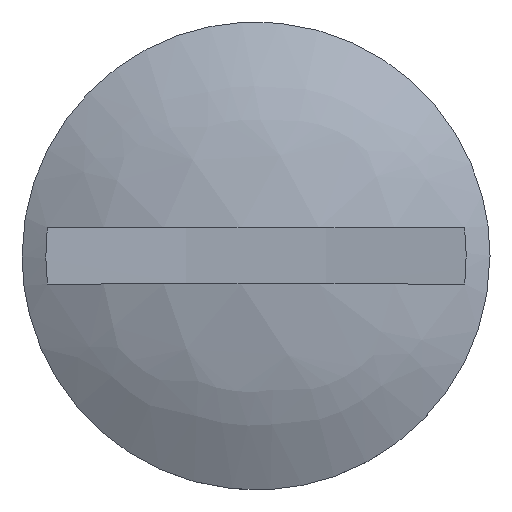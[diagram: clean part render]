
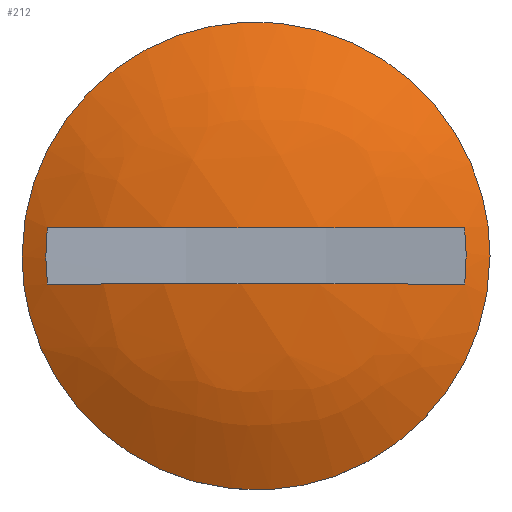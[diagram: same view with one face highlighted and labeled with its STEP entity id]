
A CAD part, top view. The second image highlights one B-rep face of the part: STEP entity #212.
In plain terms, the highlighted free-form (B-spline) face has degree [2, 2] with [4, 4] control points.
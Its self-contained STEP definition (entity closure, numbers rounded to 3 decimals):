
#10=CARTESIAN_POINT('',(-4.457,-0.6,0.762));
#11=VERTEX_POINT('',#10);
#12=CARTESIAN_POINT('',(4.457,-0.6,0.762));
#13=VERTEX_POINT('',#12);
#27=CARTESIAN_POINT('',(4.457,-0.6,0.762));
#28=CARTESIAN_POINT('',(0.,-0.6,2.915));
#29=CARTESIAN_POINT('',(-4.457,-0.6,0.762));
#37=(BOUNDED_CURVE()B_SPLINE_CURVE(2,(#27,#28,#29),.UNSPECIFIED.,.F.,.U.)CURVE()GEOMETRIC_REPRESENTATION_ITEM()QUASI_UNIFORM_CURVE()RATIONAL_B_SPLINE_CURVE((1.0,0.9,1.0))REPRESENTATION_ITEM(''));
#38=EDGE_CURVE('',#13,#11,#37,.T.);
#48=CARTESIAN_POINT('',(4.457,0.6,0.762));
#49=VERTEX_POINT('',#48);
#50=CARTESIAN_POINT('',(-4.457,0.6,0.762));
#51=VERTEX_POINT('',#50);
#52=CARTESIAN_POINT('',(4.457,0.6,0.762));
#53=CARTESIAN_POINT('',(0.,0.6,2.915));
#54=CARTESIAN_POINT('',(-4.457,0.6,0.762));
#62=(BOUNDED_CURVE()B_SPLINE_CURVE(2,(#52,#53,#54),.UNSPECIFIED.,.F.,.U.)CURVE()GEOMETRIC_REPRESENTATION_ITEM()QUASI_UNIFORM_CURVE()RATIONAL_B_SPLINE_CURVE((1.0,0.9,1.0))REPRESENTATION_ITEM(''));
#63=EDGE_CURVE('',#49,#51,#62,.T.);
#96=CARTESIAN_POINT('',(-4.457,-0.6,0.762));
#97=CARTESIAN_POINT('',(-4.479,-0.4,0.765));
#98=CARTESIAN_POINT('',(-4.5,0.,0.767));
#99=CARTESIAN_POINT('',(-4.479,0.4,0.765));
#100=CARTESIAN_POINT('',(-4.457,0.6,0.762));
#101=B_SPLINE_CURVE_WITH_KNOTS('',3,(#96,#97,#98,#99,#100),.UNSPECIFIED.,.F.,.U.,(4,1,4),(0.0,0.5,1.0),.UNSPECIFIED.);
#102=EDGE_CURVE('',#11,#51,#101,.T.);
#105=CARTESIAN_POINT('',(4.457,0.6,0.762));
#106=CARTESIAN_POINT('',(4.479,0.4,0.765));
#107=CARTESIAN_POINT('',(4.5,0.,0.767));
#108=CARTESIAN_POINT('',(4.479,-0.4,0.765));
#109=CARTESIAN_POINT('',(4.457,-0.6,0.762));
#110=B_SPLINE_CURVE_WITH_KNOTS('',3,(#105,#106,#107,#108,#109),.UNSPECIFIED.,.F.,.U.,(4,1,4),(0.0,0.5,1.0),.UNSPECIFIED.);
#111=EDGE_CURVE('',#49,#13,#110,.T.);
#116=CARTESIAN_POINT('',(-5.046,-5.046,-1.086));
#117=CARTESIAN_POINT('',(-2.714,-5.427,0.248));
#118=CARTESIAN_POINT('',(2.714,-5.427,0.248));
#119=CARTESIAN_POINT('',(5.046,-5.046,-1.086));
#120=CARTESIAN_POINT('',(-5.427,-2.714,0.248));
#121=CARTESIAN_POINT('',(-2.936,-2.936,1.8));
#122=CARTESIAN_POINT('',(2.936,-2.936,1.8));
#123=CARTESIAN_POINT('',(5.427,-2.714,0.248));
#124=CARTESIAN_POINT('',(-5.427,2.714,0.248));
#125=CARTESIAN_POINT('',(-2.936,2.936,1.8));
#126=CARTESIAN_POINT('',(2.936,2.936,1.8));
#127=CARTESIAN_POINT('',(5.427,2.714,0.248));
#128=CARTESIAN_POINT('',(-5.046,5.046,-1.086));
#129=CARTESIAN_POINT('',(-2.714,5.427,0.248));
#130=CARTESIAN_POINT('',(2.714,5.427,0.248));
#131=CARTESIAN_POINT('',(5.046,5.046,-1.086));
#139=(BOUNDED_SURFACE()B_SPLINE_SURFACE(2,2,((#116,#120,#124,#128),(#117,#121,#125,#129),(#118,#122,#126,#130),(#119,#123,#127,#131)),.UNSPECIFIED.,.F.,.F.,.U.)B_SPLINE_SURFACE_WITH_KNOTS((3,1,3),(3,1,3),(1.197,6.734,12.27),(1.197,6.734,12.27),.UNSPECIFIED.)GEOMETRIC_REPRESENTATION_ITEM()RATIONAL_B_SPLINE_SURFACE(((1.164,1.082,1.082,1.164),(1.082,1.0,1.0,1.082),(1.082,1.0,1.0,1.082),(1.164,1.082,1.082,1.164)))REPRESENTATION_ITEM('')SURFACE());
#140=CARTESIAN_POINT('',(0.305,-4.991,0.5));
#141=VERTEX_POINT('',#140);
#142=CARTESIAN_POINT('',(-5.0,0.0,0.5));
#143=VERTEX_POINT('',#142);
#144=CARTESIAN_POINT('',(0.305,-4.991,0.5));
#145=CARTESIAN_POINT('',(0.153,-5.,0.5));
#146=CARTESIAN_POINT('',(0.,-5.,0.5));
#147=CARTESIAN_POINT('',(-5.,-5.,0.5));
#148=CARTESIAN_POINT('',(-5.0,0.0,0.5));
#156=(BOUNDED_CURVE()B_SPLINE_CURVE(2,(#144,#145,#146,#147,#148),.UNSPECIFIED.,.F.,.U.)B_SPLINE_CURVE_WITH_KNOTS((3,2,3),(0.739,0.75,1.0),.UNSPECIFIED.)CURVE()GEOMETRIC_REPRESENTATION_ITEM()RATIONAL_B_SPLINE_CURVE((0.976,0.988,1.0,0.707,1.0))REPRESENTATION_ITEM(''));
#157=EDGE_CURVE('',#141,#143,#156,.T.);
#158=ORIENTED_EDGE('',*,*,#157,.F.);
#159=CARTESIAN_POINT('',(5.0,0.0,0.5));
#160=VERTEX_POINT('',#159);
#161=CARTESIAN_POINT('',(5.0,0.0,0.5));
#162=CARTESIAN_POINT('',(5.,-4.704,0.5));
#163=CARTESIAN_POINT('',(0.305,-4.991,0.5));
#171=(BOUNDED_CURVE()B_SPLINE_CURVE(2,(#161,#162,#163),.UNSPECIFIED.,.F.,.U.)B_SPLINE_CURVE_WITH_KNOTS((3,3),(0.5,0.739),.UNSPECIFIED.)CURVE()GEOMETRIC_REPRESENTATION_ITEM()RATIONAL_B_SPLINE_CURVE((1.0,0.72,0.976))REPRESENTATION_ITEM(''));
#172=EDGE_CURVE('',#160,#141,#171,.T.);
#173=ORIENTED_EDGE('',*,*,#172,.F.);
#174=CARTESIAN_POINT('',(-0.305,4.991,0.5));
#175=VERTEX_POINT('',#174);
#176=CARTESIAN_POINT('',(-0.305,4.991,0.5));
#177=CARTESIAN_POINT('',(-0.153,5.,0.5));
#178=CARTESIAN_POINT('',(0.,5.,0.5));
#179=CARTESIAN_POINT('',(5.,5.,0.5));
#180=CARTESIAN_POINT('',(5.0,0.0,0.5));
#188=(BOUNDED_CURVE()B_SPLINE_CURVE(2,(#176,#177,#178,#179,#180),.UNSPECIFIED.,.F.,.U.)B_SPLINE_CURVE_WITH_KNOTS((3,2,3),(0.239,0.25,0.5),.UNSPECIFIED.)CURVE()GEOMETRIC_REPRESENTATION_ITEM()RATIONAL_B_SPLINE_CURVE((0.976,0.988,1.0,0.707,1.0))REPRESENTATION_ITEM(''));
#189=EDGE_CURVE('',#175,#160,#188,.T.);
#190=ORIENTED_EDGE('',*,*,#189,.F.);
#191=CARTESIAN_POINT('',(-5.0,0.0,0.5));
#192=CARTESIAN_POINT('',(-5.,4.704,0.5));
#193=CARTESIAN_POINT('',(-0.305,4.991,0.5));
#201=(BOUNDED_CURVE()B_SPLINE_CURVE(2,(#191,#192,#193),.UNSPECIFIED.,.F.,.U.)B_SPLINE_CURVE_WITH_KNOTS((3,3),(0.0,0.239),.UNSPECIFIED.)CURVE()GEOMETRIC_REPRESENTATION_ITEM()RATIONAL_B_SPLINE_CURVE((1.0,0.72,0.976))REPRESENTATION_ITEM(''));
#202=EDGE_CURVE('',#143,#175,#201,.T.);
#203=ORIENTED_EDGE('',*,*,#202,.F.);
#204=EDGE_LOOP('',(#158,#173,#190,#203));
#205=FACE_OUTER_BOUND('',#204,.T.);
#206=ORIENTED_EDGE('',*,*,#63,.F.);
#207=ORIENTED_EDGE('',*,*,#111,.T.);
#208=ORIENTED_EDGE('',*,*,#38,.T.);
#209=ORIENTED_EDGE('',*,*,#102,.T.);
#210=EDGE_LOOP('',(#206,#207,#208,#209));
#211=FACE_BOUND('',#210,.T.);
#212=ADVANCED_FACE('',(#205,#211),#139,.T.);
